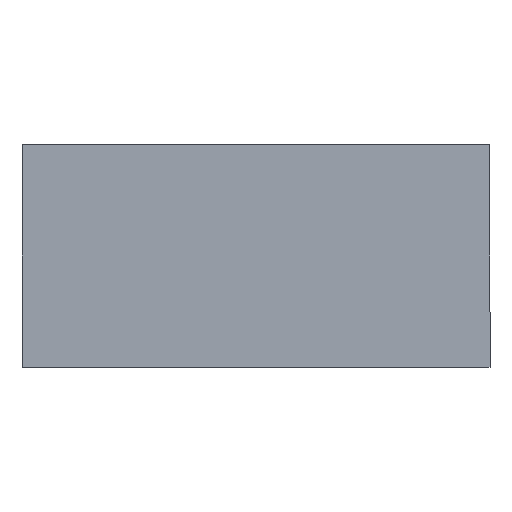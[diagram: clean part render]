
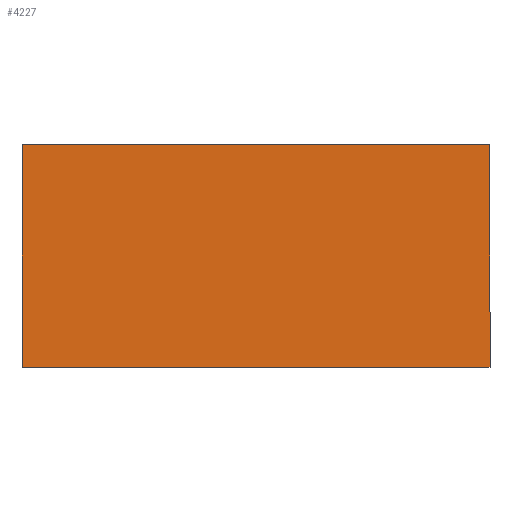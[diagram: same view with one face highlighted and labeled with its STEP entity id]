
A CAD part, front view. The second image highlights one B-rep face of the part: STEP entity #4227.
In plain terms, the highlighted planar face has unit normal (0, -1, 0).
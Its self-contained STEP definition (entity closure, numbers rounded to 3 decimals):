
#4095=CARTESIAN_POINT('',(20.0,0.0,19.));
#4096=VERTEX_POINT('',#4095);
#4103=CARTESIAN_POINT('',(20.,0.0,0.));
#4104=VERTEX_POINT('',#4103);
#4105=CARTESIAN_POINT('',(20.0,0.0,19.));
#4106=DIRECTION('',(0.0,0.0,-1.0));
#4107=VECTOR('',#4106,19.);
#4108=LINE('',#4105,#4107);
#4109=EDGE_CURVE('',#4096,#4104,#4108,.T.);
#4133=CARTESIAN_POINT('',(-20.,0.0,19.));
#4134=VERTEX_POINT('',#4133);
#4141=CARTESIAN_POINT('',(-20.,0.0,19.));
#4142=DIRECTION('',(1.0,0.0,0.0));
#4143=VECTOR('',#4142,40.0);
#4144=LINE('',#4141,#4143);
#4145=EDGE_CURVE('',#4134,#4096,#4144,.T.);
#4170=CARTESIAN_POINT('',(-20.,0.0,0.));
#4171=VERTEX_POINT('',#4170);
#4178=CARTESIAN_POINT('',(-20.,0.0,0.));
#4179=DIRECTION('',(0.0,0.0,1.0));
#4180=VECTOR('',#4179,19.);
#4181=LINE('',#4178,#4180);
#4182=EDGE_CURVE('',#4171,#4134,#4181,.T.);
#4200=CARTESIAN_POINT('',(20.,0.0,0.));
#4201=DIRECTION('',(-1.0,0.0,0.0));
#4202=VECTOR('',#4201,40.);
#4203=LINE('',#4200,#4202);
#4204=EDGE_CURVE('',#4104,#4171,#4203,.T.);
#4216=CARTESIAN_POINT('',(0.,0.0,9.5));
#4217=DIRECTION('',(0.0,1.0,0.0));
#4218=DIRECTION('',(0.0,0.0,1.0));
#4219=AXIS2_PLACEMENT_3D('',#4216,#4217,#4218);
#4220=PLANE('',#4219);
#4221=ORIENTED_EDGE('',*,*,#4204,.F.);
#4222=ORIENTED_EDGE('',*,*,#4109,.F.);
#4223=ORIENTED_EDGE('',*,*,#4145,.F.);
#4224=ORIENTED_EDGE('',*,*,#4182,.F.);
#4225=EDGE_LOOP('',(#4221,#4222,#4223,#4224));
#4226=FACE_OUTER_BOUND('',#4225,.T.);
#4227=ADVANCED_FACE('',(#4226),#4220,.F.);
